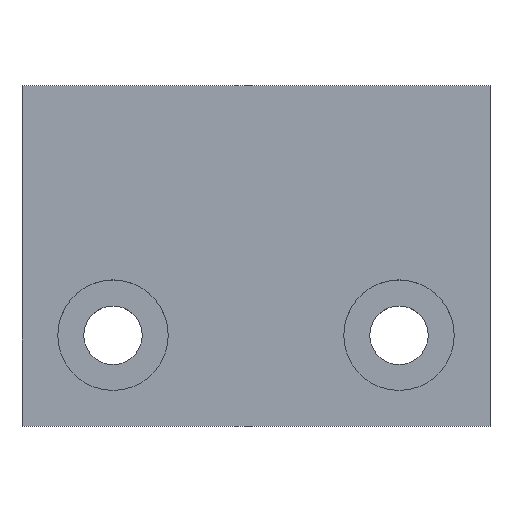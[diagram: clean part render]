
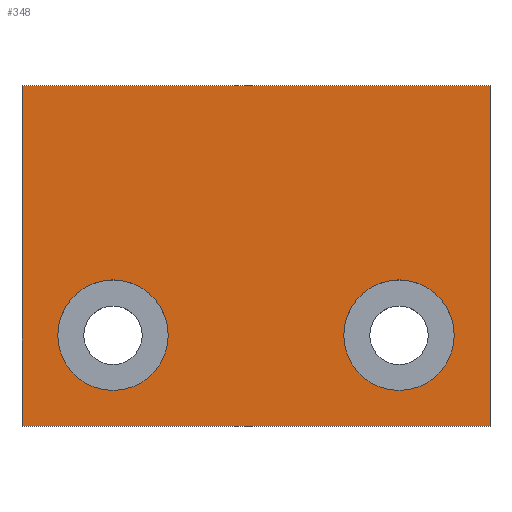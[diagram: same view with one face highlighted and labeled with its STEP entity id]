
A CAD part, top view. The second image highlights one B-rep face of the part: STEP entity #348.
In plain terms, the highlighted planar face has unit normal (0, 0, 1).
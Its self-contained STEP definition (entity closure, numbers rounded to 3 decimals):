
#79=DIRECTION('',(0.,-1.,0.));
#80=VECTOR('',#79,26.2);
#81=CARTESIAN_POINT('',(18.,13.1,13.));
#82=LINE('',#81,#80);
#87=DIRECTION('',(1.,0.,0.));
#88=VECTOR('',#87,36.);
#89=CARTESIAN_POINT('',(-18.,-13.1,13.));
#90=LINE('',#89,#88);
#91=DIRECTION('',(0.,-1.,0.));
#92=VECTOR('',#91,26.2);
#93=CARTESIAN_POINT('',(-18.,13.1,13.));
#94=LINE('',#93,#92);
#99=DIRECTION('',(-1.,0.,0.));
#100=VECTOR('',#99,36.);
#101=CARTESIAN_POINT('',(18.,13.1,13.));
#102=LINE('',#101,#100);
#111=CARTESIAN_POINT('',(-11.,-6.1,13.));
#112=DIRECTION('',(0.,0.,-1.));
#113=DIRECTION('',(1.,0.,0.));
#114=AXIS2_PLACEMENT_3D('',#111,#112,#113);
#125=CARTESIAN_POINT('',(-11.,-6.1,13.));
#126=DIRECTION('',(0.,0.,-1.));
#127=DIRECTION('',(-1.,0.,0.));
#128=AXIS2_PLACEMENT_3D('',#125,#126,#127);
#144=CARTESIAN_POINT('',(11.,-6.1,13.));
#145=DIRECTION('',(0.,0.,-1.));
#146=DIRECTION('',(1.,0.,0.));
#147=AXIS2_PLACEMENT_3D('',#144,#145,#146);
#158=CARTESIAN_POINT('',(11.,-6.1,13.));
#159=DIRECTION('',(0.,0.,-1.));
#160=DIRECTION('',(-1.,0.,0.));
#161=AXIS2_PLACEMENT_3D('',#158,#159,#160);
#213=CARTESIAN_POINT('',(18.,13.1,13.));
#214=CARTESIAN_POINT('',(18.,-13.1,13.));
#215=VERTEX_POINT('',#213);
#216=VERTEX_POINT('',#214);
#219=CARTESIAN_POINT('',(-18.,13.1,13.));
#220=CARTESIAN_POINT('',(-18.,-13.1,13.));
#221=VERTEX_POINT('',#219);
#222=VERTEX_POINT('',#220);
#223=CARTESIAN_POINT('',(-6.75,-6.1,13.));
#224=CARTESIAN_POINT('',(-15.25,-6.1,13.));
#225=VERTEX_POINT('',#223);
#226=VERTEX_POINT('',#224);
#227=CARTESIAN_POINT('',(15.25,-6.1,13.));
#228=CARTESIAN_POINT('',(6.75,-6.1,13.));
#229=VERTEX_POINT('',#227);
#230=VERTEX_POINT('',#228);
#322=CARTESIAN_POINT('',(18.,-13.1,13.));
#323=DIRECTION('',(0.,0.,-1.));
#324=DIRECTION('',(1.,0.,0.));
#325=AXIS2_PLACEMENT_3D('',#322,#323,#324);
#326=PLANE('',#325);
#328=ORIENTED_EDGE('',*,*,#327,.F.);
#330=ORIENTED_EDGE('',*,*,#329,.F.);
#331=ORIENTED_EDGE('',*,*,#305,.T.);
#333=ORIENTED_EDGE('',*,*,#332,.F.);
#334=EDGE_LOOP('',(#328,#330,#331,#333));
#335=FACE_OUTER_BOUND('',#334,.F.);
#337=ORIENTED_EDGE('',*,*,#336,.F.);
#339=ORIENTED_EDGE('',*,*,#338,.F.);
#340=EDGE_LOOP('',(#337,#339));
#341=FACE_BOUND('',#340,.F.);
#343=ORIENTED_EDGE('',*,*,#342,.F.);
#345=ORIENTED_EDGE('',*,*,#344,.F.);
#346=EDGE_LOOP('',(#343,#345));
#347=FACE_BOUND('',#346,.F.);
#348=ADVANCED_FACE('',(#335,#341,#347),#326,.F.);
#115=CIRCLE('',#114,4.25);
#129=CIRCLE('',#128,4.25);
#148=CIRCLE('',#147,4.25);
#162=CIRCLE('',#161,4.25);
#305=EDGE_CURVE('',#215,#216,#82,.T.);
#327=EDGE_CURVE('',#221,#222,#94,.T.);
#329=EDGE_CURVE('',#215,#221,#102,.T.);
#332=EDGE_CURVE('',#222,#216,#90,.T.);
#336=EDGE_CURVE('',#225,#226,#115,.T.);
#338=EDGE_CURVE('',#226,#225,#129,.T.);
#342=EDGE_CURVE('',#229,#230,#148,.T.);
#344=EDGE_CURVE('',#230,#229,#162,.T.);
